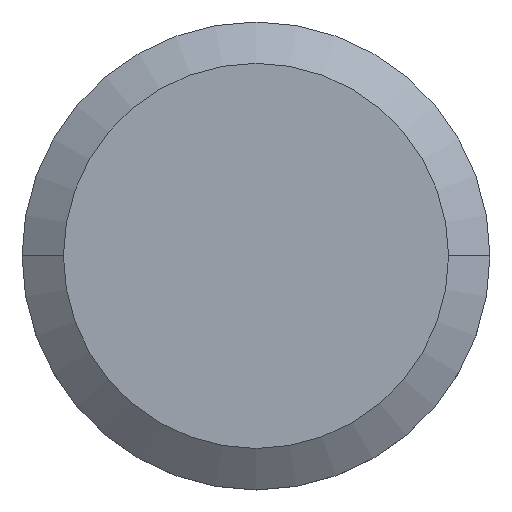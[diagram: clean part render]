
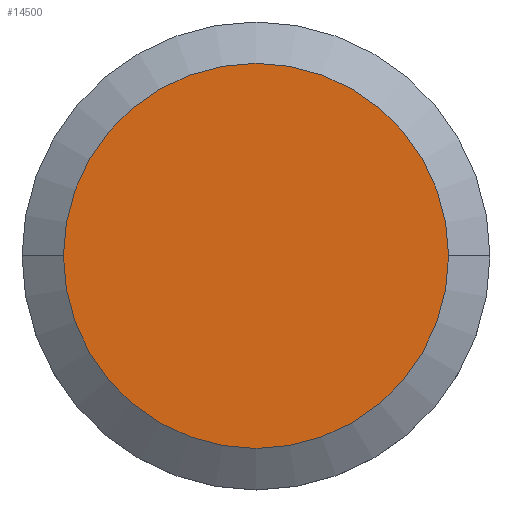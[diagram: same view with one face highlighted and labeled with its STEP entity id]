
A CAD part, top view. The second image highlights one B-rep face of the part: STEP entity #14500.
In plain terms, the highlighted planar face has unit normal (0, 0, 1).
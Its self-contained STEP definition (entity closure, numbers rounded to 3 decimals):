
#14480=CARTESIAN_POINT('POINT111',(-2.469,0.,4.719));
#14481=VERTEX_POINT('VERTEX111',#14480);
#14482=CARTESIAN_POINT('POINT112',(2.469,0.,
   4.719));
#14483=VERTEX_POINT('VERTEX112',#14482);
#14484=CARTESIAN_POINT('POS142',(0.,0.,
   4.719));
#14485=DIRECTION('DIR223',(0.,0.
   ,1.));
#14486=DIRECTION('DIR224',(-1.,0.,
   0.));
#14487=AXIS2_PLACEMENT_3D('AXIS82',#14484,#14485,#14486);
#14488=CIRCLE('ELLIPSE51',#14487,2.469);
#14489=EDGE_CURVE('EDGE161',#14481,#14483,#14488,.T.);
#14490=ORIENTED_EDGE('COEDGE291',*,*,#14489,.T.);
#14491=EDGE_CURVE('EDGE162',#14483,#14481,#14488,.T.);
#14492=ORIENTED_EDGE('COEDGE292',*,*,#14491,.T.);
#14493=EDGE_LOOP('NONE',(#14490,#14492));
#14494=FACE_BOUND('LOOP1',#14493,.T.);
#14495=CARTESIAN_POINT('POS143',(0.,0.,
   4.719));
#14496=DIRECTION('DIR225',(0.,0.,1.));
#14497=DIRECTION('DIR226',(1.,0.,0.));
#14498=AXIS2_PLACEMENT_3D('AXIS83',#14495,#14496,#14497);
#14499=PLANE('PLANE17',#14498);
#14500=ADVANCED_FACE('FACE52',(#14494),#14499,.T.);
